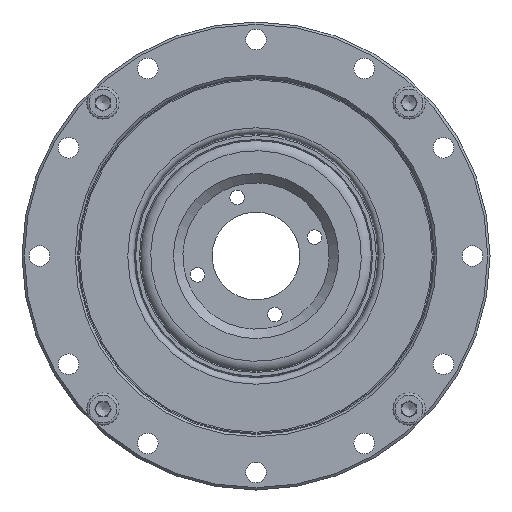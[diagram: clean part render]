
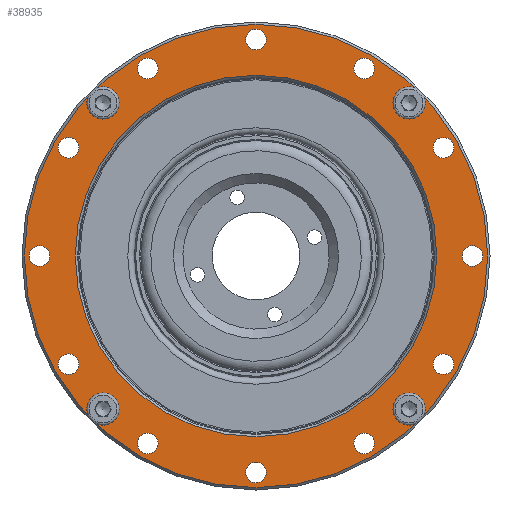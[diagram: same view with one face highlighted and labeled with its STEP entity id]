
A CAD part, left-side view. The second image highlights one B-rep face of the part: STEP entity #38935.
In plain terms, the highlighted planar face has unit normal (-1, 0, 0).
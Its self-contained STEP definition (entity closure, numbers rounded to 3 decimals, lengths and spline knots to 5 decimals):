
#5232=CIRCLE('',#42176,0.0396);
#5233=CIRCLE('',#42177,0.0309);
#5234=CIRCLE('',#42178,0.00175);
#5235=CIRCLE('',#42179,0.00175);
#5236=CIRCLE('',#42180,0.00175);
#5237=CIRCLE('',#42181,0.00175);
#5238=CIRCLE('',#42182,0.00175);
#5239=CIRCLE('',#42183,0.00175);
#5240=CIRCLE('',#42184,0.00175);
#5241=CIRCLE('',#42185,0.00175);
#5242=CIRCLE('',#42186,0.00175);
#5243=CIRCLE('',#42187,0.00175);
#5244=CIRCLE('',#42188,0.00175);
#5245=CIRCLE('',#42189,0.00175);
#5246=CIRCLE('',#42190,0.00175);
#5247=CIRCLE('',#42191,0.00175);
#5248=CIRCLE('',#42192,0.00175);
#5249=CIRCLE('',#42193,0.00175);
#14261=ORIENTED_EDGE('',*,*,#22765,.T.);
#14262=ORIENTED_EDGE('',*,*,#22766,.F.);
#14263=ORIENTED_EDGE('',*,*,#22767,.T.);
#14264=ORIENTED_EDGE('',*,*,#22768,.T.);
#14265=ORIENTED_EDGE('',*,*,#22769,.T.);
#14266=ORIENTED_EDGE('',*,*,#22770,.T.);
#14267=ORIENTED_EDGE('',*,*,#22771,.T.);
#14268=ORIENTED_EDGE('',*,*,#22772,.T.);
#14269=ORIENTED_EDGE('',*,*,#22773,.T.);
#14270=ORIENTED_EDGE('',*,*,#22774,.T.);
#14271=ORIENTED_EDGE('',*,*,#22775,.T.);
#14272=ORIENTED_EDGE('',*,*,#22776,.T.);
#14273=ORIENTED_EDGE('',*,*,#22777,.T.);
#14274=ORIENTED_EDGE('',*,*,#22778,.T.);
#14275=ORIENTED_EDGE('',*,*,#22779,.T.);
#14276=ORIENTED_EDGE('',*,*,#22780,.T.);
#14277=ORIENTED_EDGE('',*,*,#22781,.T.);
#14278=ORIENTED_EDGE('',*,*,#22782,.T.);
#22765=EDGE_CURVE('',#27261,#27261,#5232,.T.);
#22766=EDGE_CURVE('',#27262,#27262,#5233,.T.);
#22767=EDGE_CURVE('',#27263,#27263,#5234,.T.);
#22768=EDGE_CURVE('',#27264,#27264,#5235,.T.);
#22769=EDGE_CURVE('',#27265,#27265,#5236,.T.);
#22770=EDGE_CURVE('',#27266,#27266,#5237,.T.);
#22771=EDGE_CURVE('',#27267,#27267,#5238,.T.);
#22772=EDGE_CURVE('',#27268,#27268,#5239,.T.);
#22773=EDGE_CURVE('',#27269,#27269,#5240,.T.);
#22774=EDGE_CURVE('',#27270,#27270,#5241,.T.);
#22775=EDGE_CURVE('',#27271,#27271,#5242,.T.);
#22776=EDGE_CURVE('',#27272,#27272,#5243,.T.);
#22777=EDGE_CURVE('',#27273,#27273,#5244,.T.);
#22778=EDGE_CURVE('',#27274,#27274,#5245,.T.);
#22779=EDGE_CURVE('',#27275,#27275,#5246,.T.);
#22780=EDGE_CURVE('',#27276,#27276,#5247,.T.);
#22781=EDGE_CURVE('',#27277,#27277,#5248,.T.);
#22782=EDGE_CURVE('',#27278,#27278,#5249,.T.);
#27261=VERTEX_POINT('',#70692);
#27262=VERTEX_POINT('',#70694);
#27263=VERTEX_POINT('',#70696);
#27264=VERTEX_POINT('',#70698);
#27265=VERTEX_POINT('',#70700);
#27266=VERTEX_POINT('',#70702);
#27267=VERTEX_POINT('',#70704);
#27268=VERTEX_POINT('',#70706);
#27269=VERTEX_POINT('',#70708);
#27270=VERTEX_POINT('',#70710);
#27271=VERTEX_POINT('',#70712);
#27272=VERTEX_POINT('',#70714);
#27273=VERTEX_POINT('',#70716);
#27274=VERTEX_POINT('',#70718);
#27275=VERTEX_POINT('',#70720);
#27276=VERTEX_POINT('',#70722);
#27277=VERTEX_POINT('',#70724);
#27278=VERTEX_POINT('',#70726);
#33648=EDGE_LOOP('',(#14261));
#33649=EDGE_LOOP('',(#14262));
#33650=EDGE_LOOP('',(#14263));
#33651=EDGE_LOOP('',(#14264));
#33652=EDGE_LOOP('',(#14265));
#33653=EDGE_LOOP('',(#14266));
#33654=EDGE_LOOP('',(#14267));
#33655=EDGE_LOOP('',(#14268));
#33656=EDGE_LOOP('',(#14269));
#33657=EDGE_LOOP('',(#14270));
#33658=EDGE_LOOP('',(#14271));
#33659=EDGE_LOOP('',(#14272));
#33660=EDGE_LOOP('',(#14273));
#33661=EDGE_LOOP('',(#14274));
#33662=EDGE_LOOP('',(#14275));
#33663=EDGE_LOOP('',(#14276));
#33664=EDGE_LOOP('',(#14277));
#33665=EDGE_LOOP('',(#14278));
#36089=FACE_BOUND('',#33648,.T.);
#36090=FACE_BOUND('',#33649,.T.);
#36091=FACE_BOUND('',#33650,.T.);
#36092=FACE_BOUND('',#33651,.T.);
#36093=FACE_BOUND('',#33652,.T.);
#36094=FACE_BOUND('',#33653,.T.);
#36095=FACE_BOUND('',#33654,.T.);
#36096=FACE_BOUND('',#33655,.T.);
#36097=FACE_BOUND('',#33656,.T.);
#36098=FACE_BOUND('',#33657,.T.);
#36099=FACE_BOUND('',#33658,.T.);
#36100=FACE_BOUND('',#33659,.T.);
#36101=FACE_BOUND('',#33660,.T.);
#36102=FACE_BOUND('',#33661,.T.);
#36103=FACE_BOUND('',#33662,.T.);
#36104=FACE_BOUND('',#33663,.T.);
#36105=FACE_BOUND('',#33664,.T.);
#36106=FACE_BOUND('',#33665,.T.);
#37252=PLANE('',#42175);
#38935=ADVANCED_FACE('',(#36089,#36090,#36091,#36092,#36093,#36094,#36095,
#36096,#36097,#36098,#36099,#36100,#36101,#36102,#36103,#36104,#36105,#36106),
#37252,.F.);
#42175=AXIS2_PLACEMENT_3D('',#70690,#50377,#50378);
#42176=AXIS2_PLACEMENT_3D('',#70691,#50379,#50380);
#42177=AXIS2_PLACEMENT_3D('',#70693,#50381,#50382);
#42178=AXIS2_PLACEMENT_3D('',#70695,#50383,#50384);
#42179=AXIS2_PLACEMENT_3D('',#70697,#50385,#50386);
#42180=AXIS2_PLACEMENT_3D('',#70699,#50387,#50388);
#42181=AXIS2_PLACEMENT_3D('',#70701,#50389,#50390);
#42182=AXIS2_PLACEMENT_3D('',#70703,#50391,#50392);
#42183=AXIS2_PLACEMENT_3D('',#70705,#50393,#50394);
#42184=AXIS2_PLACEMENT_3D('',#70707,#50395,#50396);
#42185=AXIS2_PLACEMENT_3D('',#70709,#50397,#50398);
#42186=AXIS2_PLACEMENT_3D('',#70711,#50399,#50400);
#42187=AXIS2_PLACEMENT_3D('',#70713,#50401,#50402);
#42188=AXIS2_PLACEMENT_3D('',#70715,#50403,#50404);
#42189=AXIS2_PLACEMENT_3D('',#70717,#50405,#50406);
#42190=AXIS2_PLACEMENT_3D('',#70719,#50407,#50408);
#42191=AXIS2_PLACEMENT_3D('',#70721,#50409,#50410);
#42192=AXIS2_PLACEMENT_3D('',#70723,#50411,#50412);
#42193=AXIS2_PLACEMENT_3D('',#70725,#50413,#50414);
#50377=DIRECTION('',(1.,0.,0.));
#50378=DIRECTION('',(0.,0.,-1.));
#50379=DIRECTION('',(-1.,0.,0.));
#50380=DIRECTION('',(0.,0.,1.));
#50381=DIRECTION('',(-1.,0.,0.));
#50382=DIRECTION('',(0.,0.,1.));
#50383=DIRECTION('',(1.,0.,0.));
#50384=DIRECTION('',(0.,0.,-1.));
#50385=DIRECTION('',(1.,0.,0.));
#50386=DIRECTION('',(0.,0.,-1.));
#50387=DIRECTION('',(1.,0.,0.));
#50388=DIRECTION('',(0.,0.,-1.));
#50389=DIRECTION('',(1.,0.,0.));
#50390=DIRECTION('',(0.,0.,-1.));
#50391=DIRECTION('',(1.,0.,0.));
#50392=DIRECTION('',(0.,0.,-1.));
#50393=DIRECTION('',(1.,0.,0.));
#50394=DIRECTION('',(0.,0.,-1.));
#50395=DIRECTION('',(1.,0.,0.));
#50396=DIRECTION('',(0.,0.,-1.));
#50397=DIRECTION('',(1.,0.,0.));
#50398=DIRECTION('',(0.,0.,-1.));
#50399=DIRECTION('',(1.,0.,0.));
#50400=DIRECTION('',(0.,0.,-1.));
#50401=DIRECTION('',(1.,0.,0.));
#50402=DIRECTION('',(0.,0.,-1.));
#50403=DIRECTION('',(1.,0.,0.));
#50404=DIRECTION('',(0.,0.,-1.));
#50405=DIRECTION('',(1.,0.,0.));
#50406=DIRECTION('',(0.,0.,-1.));
#50407=DIRECTION('',(1.,0.,0.));
#50408=DIRECTION('',(0.,0.,-1.));
#50409=DIRECTION('',(1.,0.,0.));
#50410=DIRECTION('',(0.,0.,-1.));
#50411=DIRECTION('',(1.,0.,0.));
#50412=DIRECTION('',(0.,0.,-1.));
#50413=DIRECTION('',(1.,0.,0.));
#50414=DIRECTION('',(0.,0.,-1.));
#70690=CARTESIAN_POINT('',(0.,0.0396,0.));
#70691=CARTESIAN_POINT('',(0.,0.,0.));
#70692=CARTESIAN_POINT('',(0.,0.,0.0396));
#70693=CARTESIAN_POINT('',(0.,0.,0.));
#70694=CARTESIAN_POINT('',(0.,0.,0.0309));
#70695=CARTESIAN_POINT('',(0.,0.,-0.037));
#70696=CARTESIAN_POINT('',(0.,0.,-0.03875));
#70697=CARTESIAN_POINT('',(0.,-0.0185,-0.03204));
#70698=CARTESIAN_POINT('',(0.,-0.0185,-0.03379));
#70699=CARTESIAN_POINT('',(0.,-0.03204,-0.0185));
#70700=CARTESIAN_POINT('',(0.,-0.03204,-0.02025));
#70701=CARTESIAN_POINT('',(0.,-0.037,0.));
#70702=CARTESIAN_POINT('',(0.,-0.037,-0.00175));
#70703=CARTESIAN_POINT('',(0.,-0.03204,0.0185));
#70704=CARTESIAN_POINT('',(0.,-0.03204,0.01675));
#70705=CARTESIAN_POINT('',(0.,-0.0185,0.03204));
#70706=CARTESIAN_POINT('',(0.,-0.0185,0.03029));
#70707=CARTESIAN_POINT('',(0.,0.,0.037));
#70708=CARTESIAN_POINT('',(0.,0.,0.03525));
#70709=CARTESIAN_POINT('',(0.,0.0185,0.03204));
#70710=CARTESIAN_POINT('',(0.,0.0185,0.03029));
#70711=CARTESIAN_POINT('',(0.,0.03204,0.0185));
#70712=CARTESIAN_POINT('',(0.,0.03204,0.01675));
#70713=CARTESIAN_POINT('',(0.,0.037,0.));
#70714=CARTESIAN_POINT('',(0.,0.037,-0.00175));
#70715=CARTESIAN_POINT('',(0.,0.03204,-0.0185));
#70716=CARTESIAN_POINT('',(0.,0.03204,-0.02025));
#70717=CARTESIAN_POINT('',(0.,0.0185,-0.03204));
#70718=CARTESIAN_POINT('',(0.,0.0185,-0.03379));
#70719=CARTESIAN_POINT('',(0.,0.02616,-0.02616));
#70720=CARTESIAN_POINT('',(0.,0.02616,-0.02791));
#70721=CARTESIAN_POINT('',(0.,-0.02616,-0.02616));
#70722=CARTESIAN_POINT('',(0.,-0.02616,-0.02791));
#70723=CARTESIAN_POINT('',(0.,-0.02616,0.02616));
#70724=CARTESIAN_POINT('',(0.,-0.02616,0.02441));
#70725=CARTESIAN_POINT('',(0.,0.02616,0.02616));
#70726=CARTESIAN_POINT('',(0.,0.02616,0.02441));
